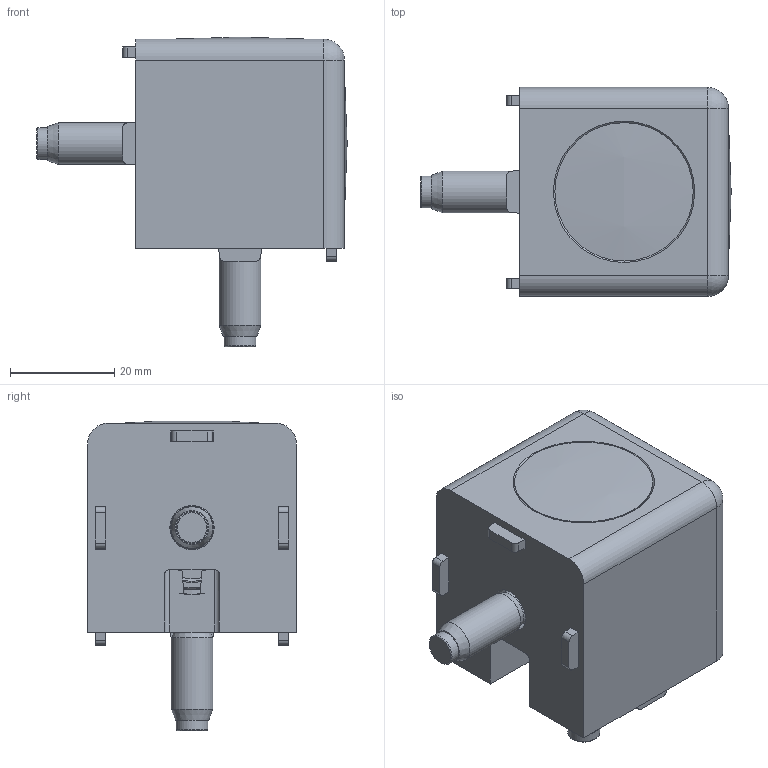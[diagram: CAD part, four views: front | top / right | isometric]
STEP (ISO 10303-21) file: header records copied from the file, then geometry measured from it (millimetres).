
FILE_DESCRIPTION(/* description */ ('Würfelverbinder 40_2 Alu blank inkl 2 Abdeckkappen und Befestigungssatz'),/* implementation_level */ '2;1');
FILE_NAME(/* name */ 'Syskomp 282656005 Würfelverbinder 40_2 Alu blank inkl 2 Abdeckkappen und Befestigungssatz.stp',/* time_stamp */ '2015-09-30T09:58:01+02:00',/* author */ ('mstrom'),/* organization */ (''),/* preprocessor_version */ 'ST-DEVELOPER v15.2',/* originating_system */ 'Autodesk Inventor 2014',/* authorisation */ '');
FILE_SCHEMA (('AUTOMOTIVE_DESIGN { 1 0 10303 214 3 1 1 }'));
Length unit declared in the file: millimetre
Products named in the file (1): 282656005 Würfelverbinder 40_2 Alu blank inkl 2 Abdeckkappen und 
Befestigungssatz
Bounding box: 59.4 x 40 x 59.27 mm (x, y, z)
Volume: 48179 mm3; surface area: 18088.8 mm2
Topology: 5 solids, 5 shells, 179 faces, 464 edges, 298 vertices
Faces by surface type: plane 74, cylinder 45, cone 34, torus 20, sphere 6
Full cylindrical faces by diameter (mm): 6.1 x2, 7 x2, 8 x2, 8.5 x2, 15.8 x2, 26.5 x2
Entity records: 5618 total; most frequent: CARTESIAN_POINT 1500, DIRECTION 836, ORIENTED_EDGE 806, EDGE_CURVE 403, AXIS2_PLACEMENT_3D 341, VERTEX_POINT 280, EDGE_LOOP 233, FACE_OUTER_BOUND 179
